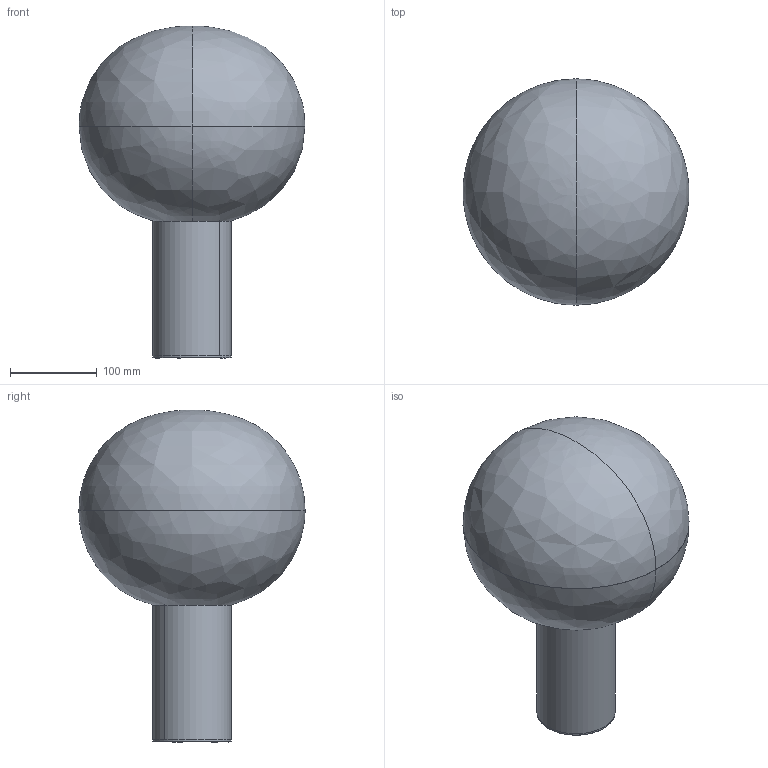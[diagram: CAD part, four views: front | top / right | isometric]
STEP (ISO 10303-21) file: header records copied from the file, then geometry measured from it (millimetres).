
FILE_DESCRIPTION(/* description */ (''),/* implementation_level */ '2;1');
FILE_NAME(/* name */ 'Laguna Table 260',/* time_stamp */ '2016-04-28T10:14:46+02:00',/* author */ (''),/* organization */ (''),/* preprocessor_version */ 'ST-DEVELOPER v15',/* originating_system */ '',/* authorisation */ '');
FILE_SCHEMA (('AUTOMOTIVE_DESIGN'));
Length unit declared in the file: millimetre
Products named in the file (5): Document; Y303000396_-; Blocco 03; Y302000667_B; Blocco 86
Assembly tree (4 placements, depth 3):
  Document
    Y303000396_-
      Blocco 03
    Y302000667_B
      Blocco 86
Bounding box: 259.57 x 259.99 x 381.61 mm (x, y, z)
Surface area: 441499 mm2 (no closed solid volume)
Topology: 0 solids, 21 shells, 35 faces, 117 edges, 96 vertices
Faces by surface type: bspline 32, plane 3
Entity records: 2252 total; most frequent: CARTESIAN_POINT 1557, ORIENTED_EDGE 138, EDGE_CURVE 113, VERTEX_POINT 96, B_SPLINE_CURVE_WITH_KNOTS 42, ADVANCED_FACE 35, FACE_OUTER_BOUND 35, EDGE_LOOP 35
